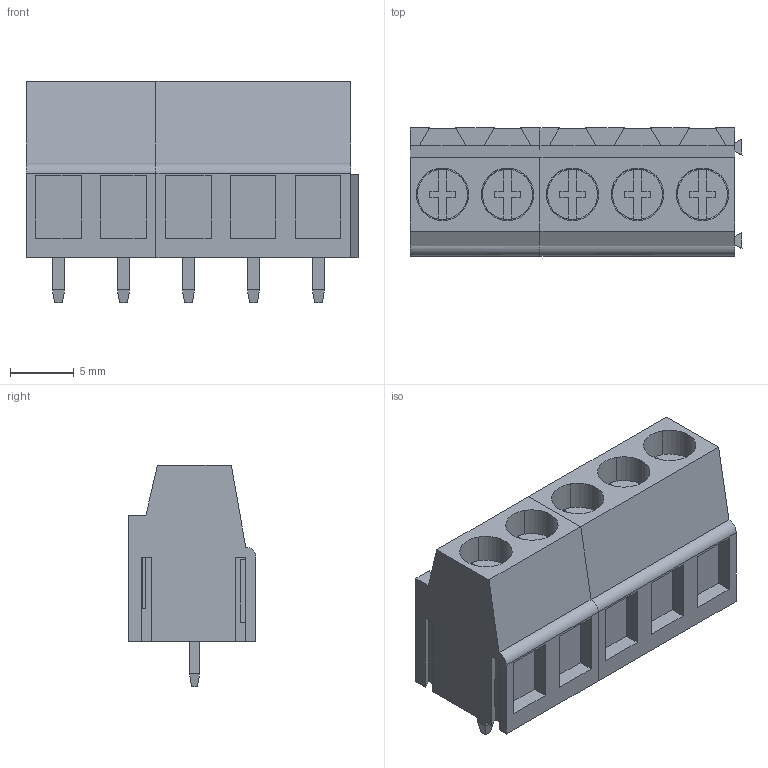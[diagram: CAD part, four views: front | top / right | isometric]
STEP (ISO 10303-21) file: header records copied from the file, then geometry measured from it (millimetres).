
FILE_DESCRIPTION(('CATIA V5 STEP Exchange','CAx-IF Rec.Pracs.--- Model Styling and Organization---1.2---2011-12-15'),'2;1');
FILE_NAME ('D1465125_0_9994140000_9994140000.stp','2018-03-30T13:33:56+00:00',('none'),('Weidmueller'),'CATIA Version 5-6 Release 2014','CATIA V5 STEP AP214','none');
FILE_SCHEMA(('AUTOMOTIVE_DESIGN { 1 0 10303 214 1 1 1 1 }'));
Length unit declared in the file: millimetre
Products named in the file (1): 9994140000
Bounding box: 25.95 x 10 x 17.3 mm (x, y, z)
Volume: 2449.3 mm3; surface area: 3013.8 mm2
Topology: 12 solids, 12 shells, 459 faces, 1225 edges, 810 vertices
Faces by surface type: plane 387, cylinder 72
Entity records: 14157 total; most frequent: CARTESIAN_POINT 2850, ORIENTED_EDGE 2450, DIRECTION 2055, EDGE_CURVE 1225, VECTOR 1011, LINE 1011, VERTEX_POINT 810, AXIS2_PLACEMENT_3D 585
